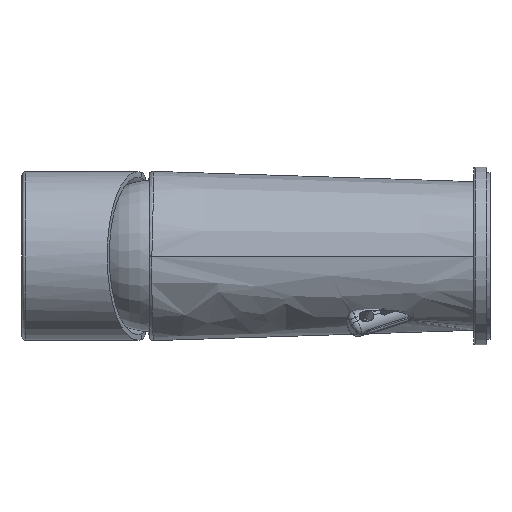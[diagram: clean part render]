
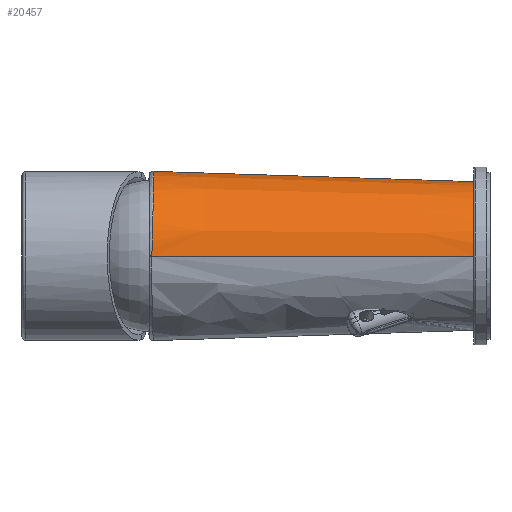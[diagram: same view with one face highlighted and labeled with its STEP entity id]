
A CAD part, left-side view. The second image highlights one B-rep face of the part: STEP entity #20457.
In plain terms, the highlighted conical face has half-angle 1.835 degrees and reference radius 22.377 mm.
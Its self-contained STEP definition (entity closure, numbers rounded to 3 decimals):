
#319 = CARTESIAN_POINT ( 'NONE',  ( -22.36, 85.313, 0. ) ) ;
#647 = CARTESIAN_POINT ( 'NONE',  ( -19.638, 0.316, 0. ) ) ;
#866 = CARTESIAN_POINT ( 'NONE',  ( -20.623, 85.101, 8.626 ) ) ;
#891 = CARTESIAN_POINT ( 'NONE',  ( -21.648, 63.076, -0.124 ) ) ;
#982 = CARTESIAN_POINT ( 'NONE',  ( -21.439, 85.157, 6.362 ) ) ;
#1350 = CARTESIAN_POINT ( 'NONE',  ( -15.719, 84.918, 15.886 ) ) ;
#1719 = CARTESIAN_POINT ( 'NONE',  ( -22.36, 85.313, 0. ) ) ;
#2493 = CARTESIAN_POINT ( 'NONE',  ( -20.569, 29.387, -0.057 ) ) ;
#2674 = EDGE_CURVE ( 'NONE', #19761, #17941, #7404, .T. ) ;
#2717 = CARTESIAN_POINT ( 'NONE',  ( -15.9, 84.923, 15.704 ) ) ;
#2840 = CARTESIAN_POINT ( 'NONE',  ( -20.753, 85.109, 8.306 ) ) ;
#3205 = CARTESIAN_POINT ( 'NONE',  ( -19.014, 85.022, 11.773 ) ) ;
#3336 = CARTESIAN_POINT ( 'NONE',  ( 0., 84.743, 22.342 ) ) ;
#4572 = CARTESIAN_POINT ( 'NONE',  ( -13.029, 84.86, 18.17 ) ) ;
#4807 = CARTESIAN_POINT ( 'NONE',  ( -16.892, 84.949, 14.693 ) ) ;
#4922 = CARTESIAN_POINT ( 'NONE',  ( -20.116, 85.073, 9.755 ) ) ;
#5302 = DIRECTION ( 'NONE',  ( 0., 0., 1. ) ) ;
#5303 = DIRECTION ( 'NONE',  ( 0., 0., 1. ) ) ;
#6069 = CARTESIAN_POINT ( 'NONE',  ( -20.93, 40.673, -0.08 ) ) ;
#6536 = CARTESIAN_POINT ( 'NONE',  ( -19.942, 85.064, 10.104 ) ) ;
#6659 = CARTESIAN_POINT ( 'NONE',  ( -20.748, 85.108, 8.321 ) ) ;
#6727 = EDGE_CURVE ( 'NONE', #15502, #23770, #8136, .T. ) ;
#7404 = LINE ( 'NONE', #10983, #9970 ) ;
#7556 = CARTESIAN_POINT ( 'NONE',  ( -22.36, 85.309, -0.168 ) ) ;
#8136 = B_SPLINE_CURVE_WITH_KNOTS ( 'NONE', 3,
 ( #647, #23360, #21388, #17677, #2493, #6069, #19413, #891, #11755, #15460 ),
 .UNSPECIFIED., .F., .F.,
 ( 4, 3, 3, 4 ),
 ( 0., 0.018, 0.052, 0.085 ),
 .UNSPECIFIED. ) ;
#8149 = ORIENTED_EDGE ( 'NONE', *, *, #6727, .F. ) ;
#8502 = CARTESIAN_POINT ( 'NONE',  ( -13.646, 84.872, 17.713 ) ) ;
#8629 = CARTESIAN_POINT ( 'NONE',  ( -14.54, 84.891, 16.975 ) ) ;
#8750 = CARTESIAN_POINT ( 'NONE',  ( -14.832, 84.897, 16.72 ) ) ;
#8870 = CARTESIAN_POINT ( 'NONE',  ( -1.396, 84.745, 22.342 ) ) ;
#9043 = CIRCLE ( 'NONE', #13384, 19.638 ) ;
#9688 = CARTESIAN_POINT ( 'NONE',  ( -22.36, 85.289, 0.992 ) ) ;
#9813 = CARTESIAN_POINT ( 'NONE',  ( -22.36, 85.309, -0.168 ) ) ;
#9970 = VECTOR ( 'NONE', #14683, 1000. ) ;
#10061 = CARTESIAN_POINT ( 'NONE',  ( -22.36, 85.313, 0. ) ) ;
#10166 = CONICAL_SURFACE ( 'NONE', #23971, 22.377, 0.032 ) ;
#10243 = CARTESIAN_POINT ( 'NONE',  ( -11.127, 84.827, 19.437 ) ) ;
#10337 = ORIENTED_EDGE ( 'NONE', *, *, #2674, .T. ) ;
#10363 = CARTESIAN_POINT ( 'NONE',  ( -20.755, 85.109, 8.302 ) ) ;
#10481 = CARTESIAN_POINT ( 'NONE',  ( -21.938, 85.207, 4.368 ) ) ;
#10606 = CARTESIAN_POINT ( 'NONE',  ( -5.638, 84.767, 21.668 ) ) ;
#10983 = CARTESIAN_POINT ( 'NONE',  ( 0., 85.833, 22.377 ) ) ;
#11755 = CARTESIAN_POINT ( 'NONE',  ( -22.004, 74.192, -0.146 ) ) ;
#12093 = CARTESIAN_POINT ( 'NONE',  ( -15.475, 84.912, 16.125 ) ) ;
#12217 = CARTESIAN_POINT ( 'NONE',  ( -15.953, 84.924, 15.651 ) ) ;
#12330 = EDGE_CURVE ( 'NONE', #17941, #12767, #20682, .T. ) ;
#12336 = CARTESIAN_POINT ( 'NONE',  ( -20.365, 85.086, 9.219 ) ) ;
#12481 = EDGE_CURVE ( 'NONE', #12767, #23770, #16780, .T. ) ;
#12580 = CARTESIAN_POINT ( 'NONE',  ( -15.262, 84.907, 16.325 ) ) ;
#12700 = CARTESIAN_POINT ( 'NONE',  ( -22.36, 85.311, -0.112 ) ) ;
#12767 = VERTEX_POINT ( 'NONE', #10061 ) ;
#12963 = FACE_OUTER_BOUND ( 'NONE', #21025, .T. ) ;
#13384 = AXIS2_PLACEMENT_3D ( 'NONE', #24070, #14807, #5302 ) ;
#14072 = CARTESIAN_POINT ( 'NONE',  ( -20.739, 85.108, 8.341 ) ) ;
#14193 = CARTESIAN_POINT ( 'NONE',  ( -21.616, 85.173, 5.748 ) ) ;
#14311 = CARTESIAN_POINT ( 'NONE',  ( -15.926, 84.924, 15.678 ) ) ;
#14454 = DIRECTION ( 'NONE',  ( 0., 1., 0. ) ) ;
#14683 = DIRECTION ( 'NONE',  ( 0., 0.999, 0.032 ) ) ;
#14807 = DIRECTION ( 'NONE',  ( 0., -1., 0. ) ) ;
#14808 = CARTESIAN_POINT ( 'NONE',  ( 0., 85.833, 0. ) ) ;
#15460 = CARTESIAN_POINT ( 'NONE',  ( -22.36, 85.309, -0.168 ) ) ;
#15502 = VERTEX_POINT ( 'NONE', #21288 ) ;
#15919 = CARTESIAN_POINT ( 'NONE',  ( -20.69, 85.105, 8.463 ) ) ;
#16400 = CARTESIAN_POINT ( 'NONE',  ( -2.813, 84.75, 22.211 ) ) ;
#16780 = B_SPLINE_CURVE_WITH_KNOTS ( 'NONE', 3,
 ( #319, #24171, #12700, #9813 ),
 .UNSPECIFIED., .F., .F.,
 ( 4, 4 ),
 ( 0., 0.003 ),
 .UNSPECIFIED. ) ;
#16782 = ORIENTED_EDGE ( 'NONE', *, *, #18504, .F. ) ;
#16885 = CARTESIAN_POINT ( 'NONE',  ( 0., 0.316, 19.638 ) ) ;
#17677 = CARTESIAN_POINT ( 'NONE',  ( -20.208, 18.101, -0.035 ) ) ;
#17776 = CARTESIAN_POINT ( 'NONE',  ( -20.486, 85.093, 8.947 ) ) ;
#17898 = CARTESIAN_POINT ( 'NONE',  ( -20.914, 85.119, 7.905 ) ) ;
#17941 = VERTEX_POINT ( 'NONE', #3336 ) ;
#18022 = CARTESIAN_POINT ( 'NONE',  ( -22.082, 85.225, 3.601 ) ) ;
#18144 = CARTESIAN_POINT ( 'NONE',  ( -7.046, 84.779, 21.255 ) ) ;
#18504 = EDGE_CURVE ( 'NONE', #19761, #15502, #9043, .T. ) ;
#19413 = CARTESIAN_POINT ( 'NONE',  ( -21.292, 51.959, -0.102 ) ) ;
#19631 = CARTESIAN_POINT ( 'NONE',  ( 0., 84.743, 22.342 ) ) ;
#19754 = CARTESIAN_POINT ( 'NONE',  ( -19.401, 85.039, 11.126 ) ) ;
#19761 = VERTEX_POINT ( 'NONE', #16885 ) ;
#19873 = CARTESIAN_POINT ( 'NONE',  ( -21.088, 85.13, 7.44 ) ) ;
#20114 = CARTESIAN_POINT ( 'NONE',  ( -15.84, 84.921, 15.765 ) ) ;
#20457 = ADVANCED_FACE ( 'NONE', ( #12963 ), #10166, .T. ) ;
#20599 = ORIENTED_EDGE ( 'NONE', *, *, #12481, .T. ) ;
#20682 = B_SPLINE_CURVE_WITH_KNOTS ( 'NONE', 3,
 ( #19631, #8870, #16400, #10606, #18144, #23938, #10243, #4572, #8502, #8629, #8750, #12580, #12093, #1350, #20114, #2717, #14311, #21850, #12217, #4807, #23576, #3205, #19754, #6536, #4922, #12336, #17776, #866, #15919, #23448, #14072, #6659, #21612, #2840, #10363, #17898, #19873, #982, #14193, #10481, #18022, #22203, #9688, #1719 ),
 .UNSPECIFIED., .F., .F.,
 ( 4, 2, 2, 2, 2, 2, 1, 1, 1, 1, 2, 2, 2, 2, 2, 1, 1, 1, 1, 1, 1, 2, 2, 2, 2, 2, 4 ),
 ( 0.034, 0.154, 0.275, 0.396, 0.456, 0.487, 0.502, 0.509, 0.513, 0.515, 0.516, 0.517, 0.638, 0.698, 0.728, 0.743, 0.751, 0.755, 0.757, 0.757, 0.758, 0.758, 0.758, 0.819, 0.879, 0.94, 1. ),
 .UNSPECIFIED. ) ;
#21025 = EDGE_LOOP ( 'NONE', ( #16782, #10337, #21800, #20599, #8149 ) ) ;
#21288 = CARTESIAN_POINT ( 'NONE',  ( -19.638, 0.316, 0. ) ) ;
#21388 = CARTESIAN_POINT ( 'NONE',  ( -20.018, 12.173, -0.023 ) ) ;
#21612 = CARTESIAN_POINT ( 'NONE',  ( -20.751, 85.109, 8.312 ) ) ;
#21800 = ORIENTED_EDGE ( 'NONE', *, *, #12330, .T. ) ;
#21850 = CARTESIAN_POINT ( 'NONE',  ( -15.943, 84.924, 15.661 ) ) ;
#22203 = CARTESIAN_POINT ( 'NONE',  ( -22.293, 85.267, 1.913 ) ) ;
#23360 = CARTESIAN_POINT ( 'NONE',  ( -19.828, 6.245, -0.012 ) ) ;
#23448 = CARTESIAN_POINT ( 'NONE',  ( -20.723, 85.107, 8.382 ) ) ;
#23576 = CARTESIAN_POINT ( 'NONE',  ( -17.79, 84.976, 13.609 ) ) ;
#23770 = VERTEX_POINT ( 'NONE', #7556 ) ;
#23938 = CARTESIAN_POINT ( 'NONE',  ( -9.79, 84.809, 20.14 ) ) ;
#23971 = AXIS2_PLACEMENT_3D ( 'NONE', #14808, #14454, #5303 ) ;
#24070 = CARTESIAN_POINT ( 'NONE',  ( 0., 0.316, 0. ) ) ;
#24171 = CARTESIAN_POINT ( 'NONE',  ( -22.36, 85.312, -0.056 ) ) ;
